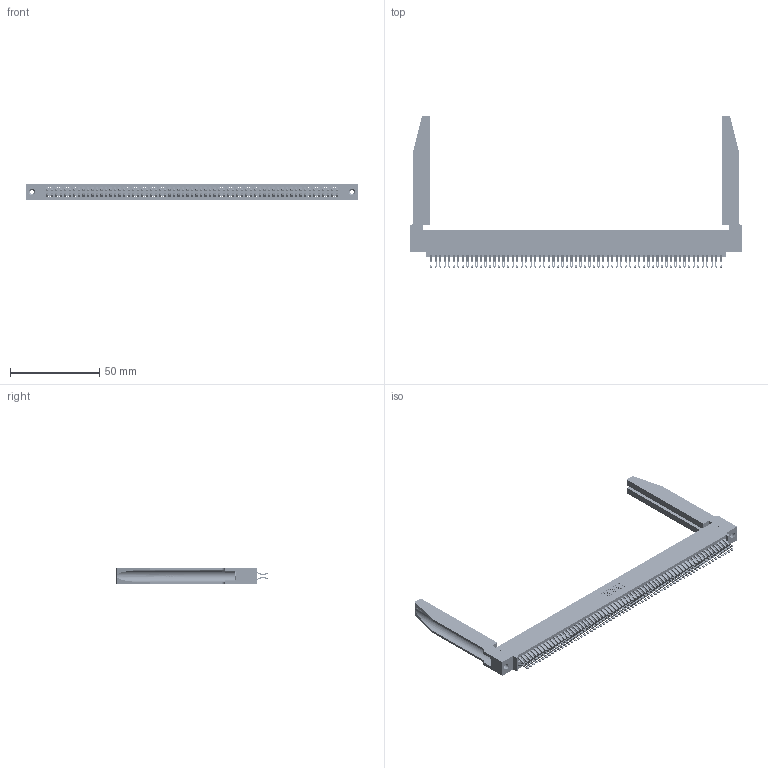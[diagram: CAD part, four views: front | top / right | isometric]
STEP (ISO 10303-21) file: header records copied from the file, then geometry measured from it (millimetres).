
FILE_DESCRIPTION (( 'STEP AP203' ), '1' );
FILE_NAME ('345-130-555-578.STEP', '2019-11-07T15:36:47', ( '' ), ( '' ), 'SwSTEP 2.0', 'SolidWorks 2016', '' );
FILE_SCHEMA (( 'CONFIG_CONTROL_DESIGN' ));
Length unit declared in the file: inch
Products named in the file (5): 345 Part_0.110 Offset - 0.156 Dia-TH; 345-292-001_555 Tail; 345-250-001_345-250-001-102; 345-130-555-578; 345-220-078_345-220-078
Assembly tree (135 placements, depth 2):
  345-130-555-578
    345 Part_0.110 Offset - 0.156 Dia-TH
    345-292-001_555 Tail  x130
    345-250-001_345-250-001-102  x2
    345-220-078_345-220-078  x2
Bounding box: 186.33 x 84.89 x 9.4 mm (x, y, z)
Volume: 26388.3 mm3; surface area: 36208.6 mm2
Topology: 135 solids, 135 shells, 7644 faces, 23971 edges, 15970 vertices
Faces by surface type: plane 4256, cylinder 3336, bspline 36, cone 12, torus 4
Entity records: 53102 total; most frequent: CARTESIAN_POINT 9833, ORIENTED_EDGE 8634, DIRECTION 7603, EDGE_CURVE 4317, VECTOR 3811, LINE 3811, VERTEX_POINT 2872, AXIS2_PLACEMENT_3D 1896
